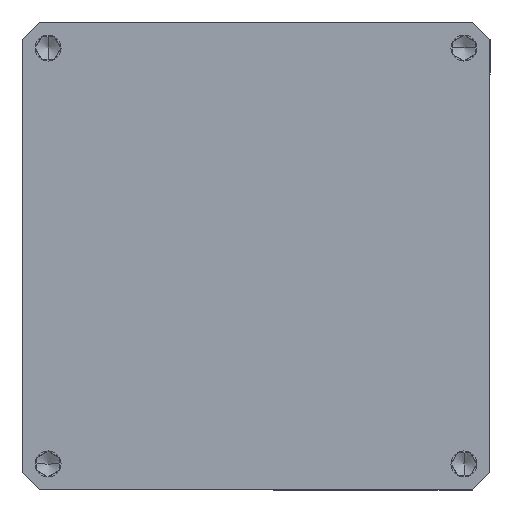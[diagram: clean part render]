
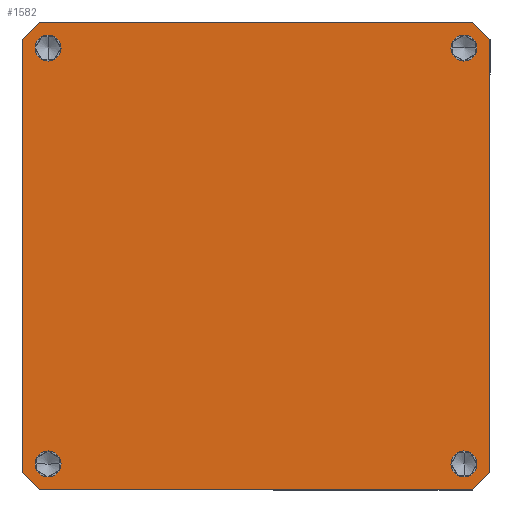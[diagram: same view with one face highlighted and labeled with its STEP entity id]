
A CAD part, front view. The second image highlights one B-rep face of the part: STEP entity #1582.
In plain terms, the highlighted planar face has unit normal (0, -1, 0).
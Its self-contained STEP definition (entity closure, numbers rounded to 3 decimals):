
#3 = ORIENTED_EDGE ( 'NONE', *, *, #9640, .T. ) ;
#64 = EDGE_CURVE ( 'NONE', #5684, #1935, #5200, .T. ) ;
#88 = ORIENTED_EDGE ( 'NONE', *, *, #64, .T. ) ;
#102 = CARTESIAN_POINT ( 'NONE',  ( -24., 0., 22.5 ) ) ;
#175 = AXIS2_PLACEMENT_3D ( 'NONE', #1316, #4245, #9554 ) ;
#184 = CARTESIAN_POINT ( 'NONE',  ( -24., 0., 25.5 ) ) ;
#343 = VERTEX_POINT ( 'NONE', #7679 ) ;
#430 = EDGE_LOOP ( 'NONE', ( #5634, #5831 ) ) ;
#433 = ORIENTED_EDGE ( 'NONE', *, *, #8894, .T. ) ;
#444 = ORIENTED_EDGE ( 'NONE', *, *, #3031, .F. ) ;
#541 = EDGE_CURVE ( 'NONE', #5866, #1881, #5070, .T. ) ;
#544 = CARTESIAN_POINT ( 'NONE',  ( -24., 0., -22.5 ) ) ;
#567 = DIRECTION ( 'NONE',  ( 0., 1., 0. ) ) ;
#626 = ORIENTED_EDGE ( 'NONE', *, *, #5989, .F. ) ;
#747 = EDGE_CURVE ( 'NONE', #6998, #8143, #862, .T. ) ;
#811 = DIRECTION ( 'NONE',  ( 0., 1., 0. ) ) ;
#839 = VERTEX_POINT ( 'NONE', #8583 ) ;
#862 = LINE ( 'NONE', #7753, #9169 ) ;
#990 = EDGE_CURVE ( 'NONE', #3816, #8143, #8095, .T. ) ;
#1007 = DIRECTION ( 'NONE',  ( 0., 0., 1. ) ) ;
#1268 = DIRECTION ( 'NONE',  ( 0., 1., 0. ) ) ;
#1316 = CARTESIAN_POINT ( 'NONE',  ( -24., 0., 24. ) ) ;
#1384 = EDGE_LOOP ( 'NONE', ( #88, #9684 ) ) ;
#1385 = LINE ( 'NONE', #8048, #6866 ) ;
#1414 = CARTESIAN_POINT ( 'NONE',  ( 26., 0., 26. ) ) ;
#1516 = CARTESIAN_POINT ( 'NONE',  ( 24., 0., -25.5 ) ) ;
#1582 = ADVANCED_FACE ( 'NONE', ( #4471, #7723, #9150, #2482, #7144 ), #3548, .T. ) ;
#1784 = VECTOR ( 'NONE', #8834, 1000. ) ;
#1809 = AXIS2_PLACEMENT_3D ( 'NONE', #6506, #567, #3361 ) ;
#1881 = VERTEX_POINT ( 'NONE', #102 ) ;
#1935 = VERTEX_POINT ( 'NONE', #1516 ) ;
#2065 = VECTOR ( 'NONE', #9323, 1000. ) ;
#2131 = EDGE_CURVE ( 'NONE', #6998, #5236, #8902, .T. ) ;
#2482 = FACE_BOUND ( 'NONE', #6727, .T. ) ;
#2484 = AXIS2_PLACEMENT_3D ( 'NONE', #7973, #5644, #4128 ) ;
#2719 = VERTEX_POINT ( 'NONE', #6377 ) ;
#2833 = CARTESIAN_POINT ( 'NONE',  ( -26., 0., 26. ) ) ;
#2852 = CARTESIAN_POINT ( 'NONE',  ( 24., 0., 22.5 ) ) ;
#2907 = ORIENTED_EDGE ( 'NONE', *, *, #990, .T. ) ;
#3014 = CARTESIAN_POINT ( 'NONE',  ( 24., 0., -24. ) ) ;
#3031 = EDGE_CURVE ( 'NONE', #5856, #839, #5031, .T. ) ;
#3334 = CIRCLE ( 'NONE', #175, 1.5 ) ;
#3361 = DIRECTION ( 'NONE',  ( 0., 0., 1. ) ) ;
#3472 = DIRECTION ( 'NONE',  ( 0., -1., 0. ) ) ;
#3548 = PLANE ( 'NONE',  #8431 ) ;
#3658 = EDGE_CURVE ( 'NONE', #343, #8457, #4204, .T. ) ;
#3703 = AXIS2_PLACEMENT_3D ( 'NONE', #7578, #4868, #4150 ) ;
#3802 = CIRCLE ( 'NONE', #9128, 1.5 ) ;
#3816 = VERTEX_POINT ( 'NONE', #8699 ) ;
#3818 = CARTESIAN_POINT ( 'NONE',  ( 27., 0., -27. ) ) ;
#3893 = EDGE_CURVE ( 'NONE', #8866, #839, #6292, .T. ) ;
#4020 = EDGE_CURVE ( 'NONE', #1935, #5684, #4313, .T. ) ;
#4128 = DIRECTION ( 'NONE',  ( 0., 0., 1. ) ) ;
#4150 = DIRECTION ( 'NONE',  ( 0., 0., 1. ) ) ;
#4204 = CIRCLE ( 'NONE', #3703, 1.5 ) ;
#4245 = DIRECTION ( 'NONE',  ( 0., 1., 0. ) ) ;
#4288 = CARTESIAN_POINT ( 'NONE',  ( 0., 0., 0. ) ) ;
#4313 = CIRCLE ( 'NONE', #5841, 1.5 ) ;
#4368 = DIRECTION ( 'NONE',  ( 0., 0., 1. ) ) ;
#4471 = FACE_BOUND ( 'NONE', #430, .T. ) ;
#4509 = CARTESIAN_POINT ( 'NONE',  ( 24., 0., -22.5 ) ) ;
#4579 = CARTESIAN_POINT ( 'NONE',  ( -25., 0., -27. ) ) ;
#4868 = DIRECTION ( 'NONE',  ( 0., 1., 0. ) ) ;
#4926 = VERTEX_POINT ( 'NONE', #2852 ) ;
#4983 = LINE ( 'NONE', #7823, #2065 ) ;
#5031 = LINE ( 'NONE', #3818, #5603 ) ;
#5070 = CIRCLE ( 'NONE', #2484, 1.5 ) ;
#5200 = CIRCLE ( 'NONE', #7717, 1.5 ) ;
#5236 = VERTEX_POINT ( 'NONE', #4579 ) ;
#5358 = EDGE_CURVE ( 'NONE', #3816, #2719, #4983, .T. ) ;
#5603 = VECTOR ( 'NONE', #9045, 1000. ) ;
#5634 = ORIENTED_EDGE ( 'NONE', *, *, #541, .T. ) ;
#5644 = DIRECTION ( 'NONE',  ( 0., 1., 0. ) ) ;
#5684 = VERTEX_POINT ( 'NONE', #4509 ) ;
#5739 = LINE ( 'NONE', #1414, #1784 ) ;
#5749 = DIRECTION ( 'NONE',  ( 0., 1., 0. ) ) ;
#5814 = DIRECTION ( 'NONE',  ( 0., 0., 1. ) ) ;
#5831 = ORIENTED_EDGE ( 'NONE', *, *, #7960, .T. ) ;
#5841 = AXIS2_PLACEMENT_3D ( 'NONE', #3014, #811, #8232 ) ;
#5856 = VERTEX_POINT ( 'NONE', #6847 ) ;
#5866 = VERTEX_POINT ( 'NONE', #184 ) ;
#5899 = CARTESIAN_POINT ( 'NONE',  ( -27., 0., 25. ) ) ;
#5989 = EDGE_CURVE ( 'NONE', #8866, #5236, #1385, .T. ) ;
#6151 = EDGE_LOOP ( 'NONE', ( #626, #9381, #444, #3, #7128, #2907, #7590, #9180 ) ) ;
#6292 = LINE ( 'NONE', #7895, #7116 ) ;
#6330 = EDGE_LOOP ( 'NONE', ( #433, #8578 ) ) ;
#6377 = CARTESIAN_POINT ( 'NONE',  ( 25., 0., 27. ) ) ;
#6388 = CARTESIAN_POINT ( 'NONE',  ( -26., 0., -26. ) ) ;
#6506 = CARTESIAN_POINT ( 'NONE',  ( 24., 0., 24. ) ) ;
#6575 = AXIS2_PLACEMENT_3D ( 'NONE', #8750, #1268, #9511 ) ;
#6727 = EDGE_LOOP ( 'NONE', ( #8046, #7971 ) ) ;
#6847 = CARTESIAN_POINT ( 'NONE',  ( 27., 0., 25. ) ) ;
#6866 = VECTOR ( 'NONE', #7355, 1000. ) ;
#6903 = VECTOR ( 'NONE', #9295, 1000. ) ;
#6998 = VERTEX_POINT ( 'NONE', #7865 ) ;
#7116 = VECTOR ( 'NONE', #9430, 1000. ) ;
#7128 = ORIENTED_EDGE ( 'NONE', *, *, #5358, .F. ) ;
#7144 = FACE_OUTER_BOUND ( 'NONE', #6151, .T. ) ;
#7225 = CARTESIAN_POINT ( 'NONE',  ( 24., 0., 24. ) ) ;
#7260 = CARTESIAN_POINT ( 'NONE',  ( 25., 0., -27. ) ) ;
#7301 = DIRECTION ( 'NONE',  ( 0., 1., 0. ) ) ;
#7355 = DIRECTION ( 'NONE',  ( -1., 0., 0. ) ) ;
#7548 = EDGE_CURVE ( 'NONE', #4926, #8661, #3802, .T. ) ;
#7578 = CARTESIAN_POINT ( 'NONE',  ( -24., 0., -24. ) ) ;
#7590 = ORIENTED_EDGE ( 'NONE', *, *, #747, .F. ) ;
#7606 = CIRCLE ( 'NONE', #1809, 1.5 ) ;
#7679 = CARTESIAN_POINT ( 'NONE',  ( -24., 0., -25.5 ) ) ;
#7717 = AXIS2_PLACEMENT_3D ( 'NONE', #8848, #7301, #4368 ) ;
#7723 = FACE_BOUND ( 'NONE', #6330, .T. ) ;
#7753 = CARTESIAN_POINT ( 'NONE',  ( -27., 0., -27. ) ) ;
#7823 = CARTESIAN_POINT ( 'NONE',  ( 27., 0., 27. ) ) ;
#7839 = CIRCLE ( 'NONE', #6575, 1.5 ) ;
#7865 = CARTESIAN_POINT ( 'NONE',  ( -27., 0., -25. ) ) ;
#7895 = CARTESIAN_POINT ( 'NONE',  ( 26., 0., -26. ) ) ;
#7960 = EDGE_CURVE ( 'NONE', #1881, #5866, #3334, .T. ) ;
#7971 = ORIENTED_EDGE ( 'NONE', *, *, #3658, .T. ) ;
#7973 = CARTESIAN_POINT ( 'NONE',  ( -24., 0., 24. ) ) ;
#8046 = ORIENTED_EDGE ( 'NONE', *, *, #9144, .T. ) ;
#8048 = CARTESIAN_POINT ( 'NONE',  ( 27., 0., -27. ) ) ;
#8095 = LINE ( 'NONE', #2833, #9518 ) ;
#8143 = VERTEX_POINT ( 'NONE', #5899 ) ;
#8232 = DIRECTION ( 'NONE',  ( 0., 0., 1. ) ) ;
#8431 = AXIS2_PLACEMENT_3D ( 'NONE', #4288, #3472, #8690 ) ;
#8457 = VERTEX_POINT ( 'NONE', #544 ) ;
#8578 = ORIENTED_EDGE ( 'NONE', *, *, #7548, .T. ) ;
#8583 = CARTESIAN_POINT ( 'NONE',  ( 27., 0., -25. ) ) ;
#8661 = VERTEX_POINT ( 'NONE', #9700 ) ;
#8690 = DIRECTION ( 'NONE',  ( 0., 0., -1. ) ) ;
#8699 = CARTESIAN_POINT ( 'NONE',  ( -25., 0., 27. ) ) ;
#8750 = CARTESIAN_POINT ( 'NONE',  ( -24., 0., -24. ) ) ;
#8816 = DIRECTION ( 'NONE',  ( -0.707, 0., -0.707 ) ) ;
#8834 = DIRECTION ( 'NONE',  ( -0.707, 0., 0.707 ) ) ;
#8848 = CARTESIAN_POINT ( 'NONE',  ( 24., 0., -24. ) ) ;
#8866 = VERTEX_POINT ( 'NONE', #7260 ) ;
#8894 = EDGE_CURVE ( 'NONE', #8661, #4926, #7606, .T. ) ;
#8902 = LINE ( 'NONE', #6388, #6903 ) ;
#9045 = DIRECTION ( 'NONE',  ( 0., 0., -1. ) ) ;
#9128 = AXIS2_PLACEMENT_3D ( 'NONE', #7225, #5749, #5814 ) ;
#9144 = EDGE_CURVE ( 'NONE', #8457, #343, #7839, .T. ) ;
#9150 = FACE_BOUND ( 'NONE', #1384, .T. ) ;
#9169 = VECTOR ( 'NONE', #1007, 1000. ) ;
#9180 = ORIENTED_EDGE ( 'NONE', *, *, #2131, .T. ) ;
#9295 = DIRECTION ( 'NONE',  ( 0.707, 0., -0.707 ) ) ;
#9323 = DIRECTION ( 'NONE',  ( 1., 0., 0. ) ) ;
#9381 = ORIENTED_EDGE ( 'NONE', *, *, #3893, .T. ) ;
#9430 = DIRECTION ( 'NONE',  ( 0.707, 0., 0.707 ) ) ;
#9511 = DIRECTION ( 'NONE',  ( 0., 0., 1. ) ) ;
#9518 = VECTOR ( 'NONE', #8816, 1000. ) ;
#9554 = DIRECTION ( 'NONE',  ( 0., 0., 1. ) ) ;
#9640 = EDGE_CURVE ( 'NONE', #5856, #2719, #5739, .T. ) ;
#9684 = ORIENTED_EDGE ( 'NONE', *, *, #4020, .T. ) ;
#9700 = CARTESIAN_POINT ( 'NONE',  ( 24., 0., 25.5 ) ) ;
